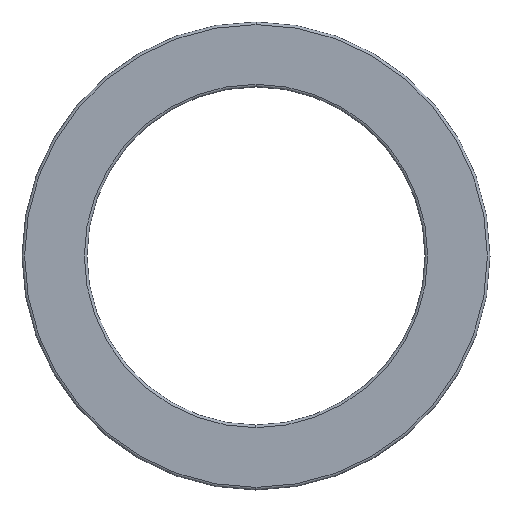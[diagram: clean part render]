
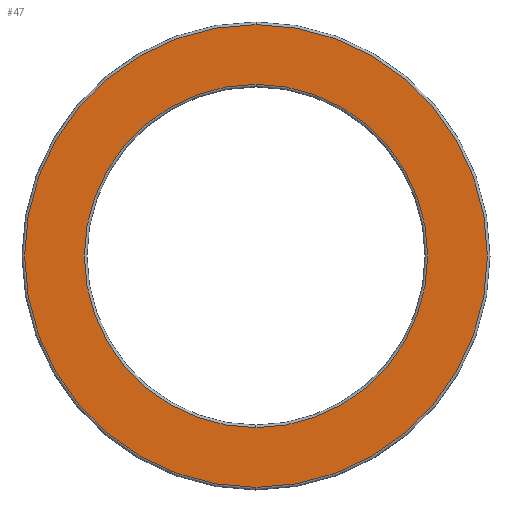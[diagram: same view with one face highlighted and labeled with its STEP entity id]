
A CAD part, left-side view. The second image highlights one B-rep face of the part: STEP entity #47.
In plain terms, the highlighted planar face has unit normal (-1, 0, 0).
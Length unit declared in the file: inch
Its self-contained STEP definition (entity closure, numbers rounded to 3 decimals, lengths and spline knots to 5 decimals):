
#35 = DIRECTION ( 'NONE',  ( 0., 0., 1. ) ) ;
#47 = ADVANCED_FACE ( 'NONE', ( #990, #547 ), #300, .F. ) ;
#48 = AXIS2_PLACEMENT_3D ( 'NONE', #309, #1278, #742 ) ;
#127 = ORIENTED_EDGE ( 'NONE', *, *, #551, .F. ) ;
#300 = PLANE ( 'NONE',  #1116 ) ;
#309 = CARTESIAN_POINT ( 'NONE',  ( -0.3935, 0., 0. ) ) ;
#312 = CARTESIAN_POINT ( 'NONE',  ( -0.3935, 0., -1.7515 ) ) ;
#384 = AXIS2_PLACEMENT_3D ( 'NONE', #1575, #444, #721 ) ;
#420 = CIRCLE ( 'NONE', #384, 1.29975 ) ;
#444 = DIRECTION ( 'NONE',  ( -1., 0., 0. ) ) ;
#547 = FACE_OUTER_BOUND ( 'NONE', #1067, .T. ) ;
#551 = EDGE_CURVE ( 'NONE', #601, #661, #1657, .T. ) ;
#565 = AXIS2_PLACEMENT_3D ( 'NONE', #1412, #1687, #713 ) ;
#568 = DIRECTION ( 'NONE',  ( -1., 0., 0. ) ) ;
#601 = VERTEX_POINT ( 'NONE', #1165 ) ;
#657 = CARTESIAN_POINT ( 'NONE',  ( -0.3935, 0., 1.7515 ) ) ;
#661 = VERTEX_POINT ( 'NONE', #1179 ) ;
#666 = CIRCLE ( 'NONE', #48, 1.7515 ) ;
#713 = DIRECTION ( 'NONE',  ( 0., 0., 1. ) ) ;
#716 = CARTESIAN_POINT ( 'NONE',  ( -0.3935, 0., 0. ) ) ;
#721 = DIRECTION ( 'NONE',  ( 0., 0., 1. ) ) ;
#742 = DIRECTION ( 'NONE',  ( 0., 0., 1. ) ) ;
#859 = DIRECTION ( 'NONE',  ( 0., 0., -1. ) ) ;
#884 = VERTEX_POINT ( 'NONE', #657 ) ;
#990 = FACE_BOUND ( 'NONE', #1525, .T. ) ;
#1067 = EDGE_LOOP ( 'NONE', ( #1328, #1636 ) ) ;
#1101 = EDGE_CURVE ( 'NONE', #661, #601, #420, .T. ) ;
#1104 = VERTEX_POINT ( 'NONE', #312 ) ;
#1116 = AXIS2_PLACEMENT_3D ( 'NONE', #716, #1551, #859 ) ;
#1133 = ORIENTED_EDGE ( 'NONE', *, *, #1101, .F. ) ;
#1165 = CARTESIAN_POINT ( 'NONE',  ( -0.3935, 0., -1.29975 ) ) ;
#1179 = CARTESIAN_POINT ( 'NONE',  ( -0.3935, 0., 1.29975 ) ) ;
#1278 = DIRECTION ( 'NONE',  ( -1., 0., 0. ) ) ;
#1310 = AXIS2_PLACEMENT_3D ( 'NONE', #1682, #568, #35 ) ;
#1328 = ORIENTED_EDGE ( 'NONE', *, *, #1542, .T. ) ;
#1412 = CARTESIAN_POINT ( 'NONE',  ( -0.3935, 0., 0. ) ) ;
#1525 = EDGE_LOOP ( 'NONE', ( #1133, #127 ) ) ;
#1542 = EDGE_CURVE ( 'NONE', #884, #1104, #1624, .T. ) ;
#1551 = DIRECTION ( 'NONE',  ( 1., 0., 0. ) ) ;
#1575 = CARTESIAN_POINT ( 'NONE',  ( -0.3935, 0., 0. ) ) ;
#1624 = CIRCLE ( 'NONE', #1310, 1.7515 ) ;
#1636 = ORIENTED_EDGE ( 'NONE', *, *, #1651, .T. ) ;
#1651 = EDGE_CURVE ( 'NONE', #1104, #884, #666, .T. ) ;
#1657 = CIRCLE ( 'NONE', #565, 1.29975 ) ;
#1682 = CARTESIAN_POINT ( 'NONE',  ( -0.3935, 0., 0. ) ) ;
#1687 = DIRECTION ( 'NONE',  ( -1., 0., 0. ) ) ;
